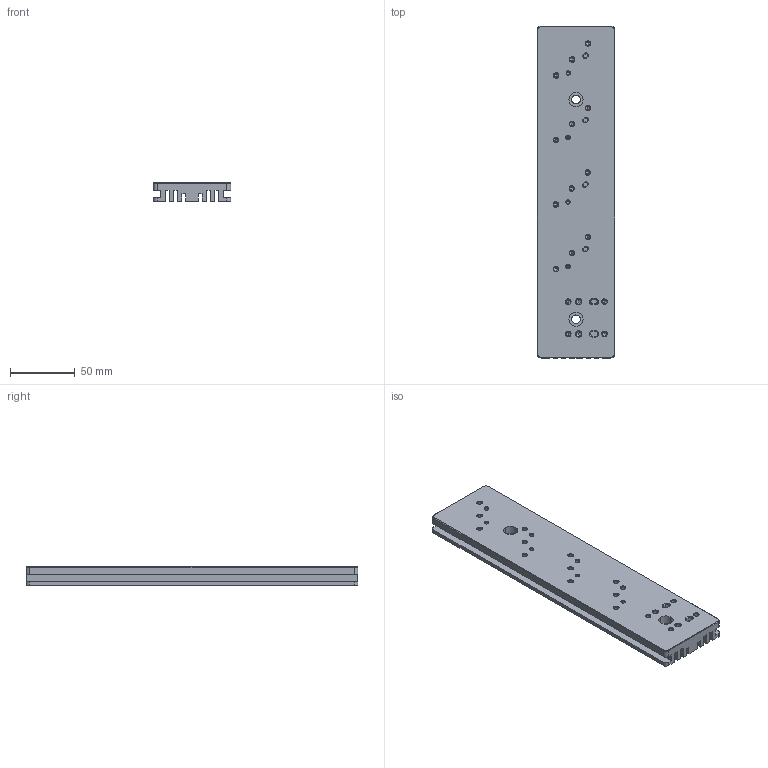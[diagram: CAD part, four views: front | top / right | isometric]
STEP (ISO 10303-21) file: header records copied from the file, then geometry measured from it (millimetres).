
FILE_DESCRIPTION (( 'STEP AP203' ), '1' );
FILE_NAME ('3_DM_base.STEP', '2021-09-10T09:16:45', ( '' ), ( '' ), 'SwSTEP 2.0', 'SolidWorks 2020', '' );
FILE_SCHEMA (( 'CONFIG_CONTROL_DESIGN' ));
Length unit declared in the file: millimetre
Products named in the file (1): 3_DM_base
Bounding box: 60 x 257 x 14.6 mm (x, y, z)
Volume: 168528.1 mm3; surface area: 71661.7 mm2
Topology: 1 solids, 1 shells, 275 faces, 704 edges, 415 vertices
Faces by surface type: cone 117, cylinder 82, plane 76
Entity records: 8056 total; most frequent: DIRECTION 1485, CARTESIAN_POINT 1347, ORIENTED_EDGE 1312, EDGE_CURVE 656, AXIS2_PLACEMENT_3D 553, VERTEX_POINT 415, VECTOR 379, LINE 379
